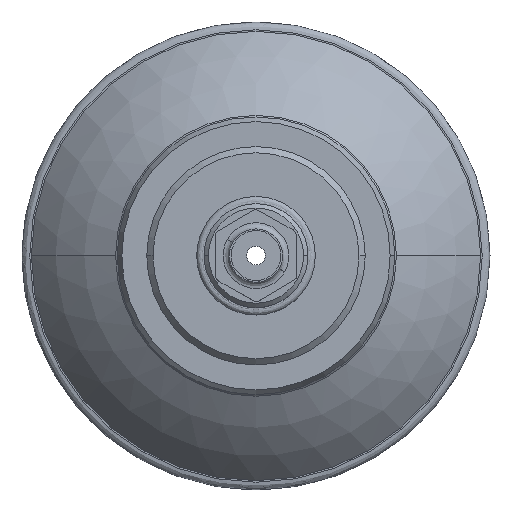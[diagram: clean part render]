
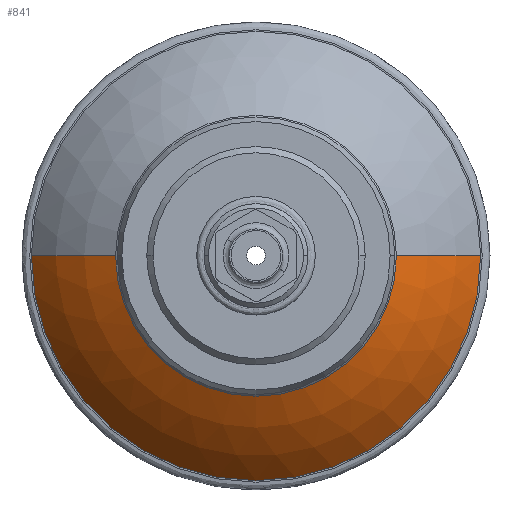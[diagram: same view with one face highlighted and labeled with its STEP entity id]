
A CAD part, top view. The second image highlights one B-rep face of the part: STEP entity #841.
In plain terms, the highlighted spherical face has radius 45 mm.
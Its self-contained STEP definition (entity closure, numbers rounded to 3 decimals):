
#625=CARTESIAN_POINT('',(36.,0.,-19.0));
#626=VERTEX_POINT('',#625);
#627=CARTESIAN_POINT('',(22.5,0.,-7.029));
#628=VERTEX_POINT('',#627);
#629=CARTESIAN_POINT('',(0.,0.,-46.));
#630=DIRECTION('',(0.0,-1.0,0.0));
#631=DIRECTION('',(0.0,0.0,1.0));
#632=AXIS2_PLACEMENT_3D('',#629,#630,#631);
#633=CIRCLE('',#632,45.);
#634=EDGE_CURVE('',#626,#628,#633,.T.);
#636=CARTESIAN_POINT('',(-36.,0.,-19.));
#637=VERTEX_POINT('',#636);
#645=CARTESIAN_POINT('',(-22.5,0.,-7.029));
#646=VERTEX_POINT('',#645);
#647=CARTESIAN_POINT('',(0.,0.,-46.));
#648=DIRECTION('',(0.0,-1.0,0.0));
#649=DIRECTION('',(-1.0,0.0,0.0));
#650=AXIS2_PLACEMENT_3D('',#647,#648,#649);
#651=CIRCLE('',#650,45.);
#652=EDGE_CURVE('',#646,#637,#651,.T.);
#818=CARTESIAN_POINT('',(0.,0.,-46.));
#819=DIRECTION('',(0.0,0.0,1.0));
#820=DIRECTION('',(1.0,0.0,0.0));
#821=AXIS2_PLACEMENT_3D('',#818,#819,#820);
#822=SPHERICAL_SURFACE('',#821,45.);
#823=ORIENTED_EDGE('',*,*,#634,.T.);
#824=CARTESIAN_POINT('',(0.,0.,-7.029));
#825=DIRECTION('',(0.0,0.0,-1.0));
#826=DIRECTION('',(-1.0,0.0,0.0));
#827=AXIS2_PLACEMENT_3D('',#824,#825,#826);
#828=CIRCLE('',#827,22.5);
#829=EDGE_CURVE('',#628,#646,#828,.T.);
#830=ORIENTED_EDGE('',*,*,#829,.T.);
#831=ORIENTED_EDGE('',*,*,#652,.T.);
#832=CARTESIAN_POINT('',(0.0,0.0,-19.0));
#833=DIRECTION('',(0.0,0.0,-1.0));
#834=DIRECTION('',(-1.0,0.0,0.0));
#835=AXIS2_PLACEMENT_3D('',#832,#833,#834);
#836=CIRCLE('',#835,36.);
#837=EDGE_CURVE('',#626,#637,#836,.T.);
#838=ORIENTED_EDGE('',*,*,#837,.F.);
#839=EDGE_LOOP('',(#823,#830,#831,#838));
#840=FACE_OUTER_BOUND('',#839,.T.);
#841=ADVANCED_FACE('',(#840),#822,.T.);
